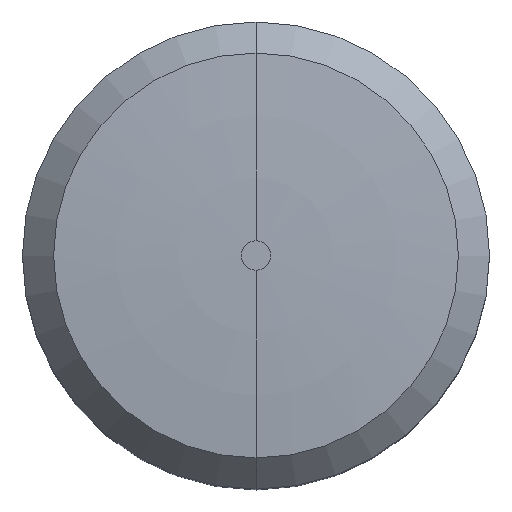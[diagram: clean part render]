
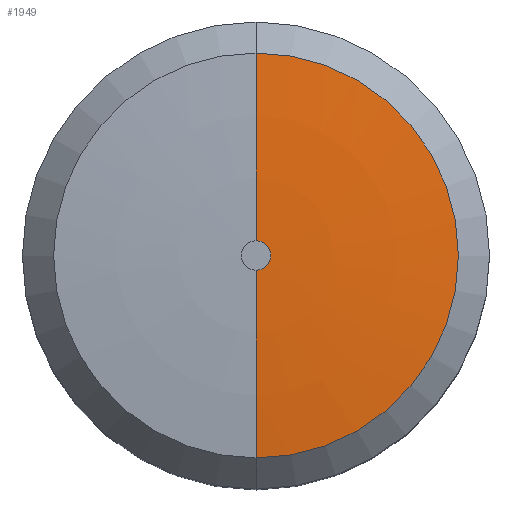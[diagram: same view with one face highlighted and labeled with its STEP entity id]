
A CAD part, top view. The second image highlights one B-rep face of the part: STEP entity #1949.
In plain terms, the highlighted toroidal (fillet/blend) face has major radius 0.048 mm and minor radius 6.064 mm.
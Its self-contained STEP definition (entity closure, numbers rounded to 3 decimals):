
#306 = EDGE_CURVE ( 'NONE', #5521, #4646, #3291, .T. ) ;
#613 = DIRECTION ( 'NONE',  ( 0., -1., 0. ) ) ;
#619 = DIRECTION ( 'NONE',  ( 0., 0., 1. ) ) ;
#643 = CARTESIAN_POINT ( 'NONE',  ( 0., 0., 2.335 ) ) ;
#827 = FACE_OUTER_BOUND ( 'NONE', #5910, .T. ) ;
#902 = ORIENTED_EDGE ( 'NONE', *, *, #7024, .T. ) ;
#999 = ORIENTED_EDGE ( 'NONE', *, *, #4229, .F. ) ;
#1017 = CIRCLE ( 'NONE', #8152, 0.048 ) ;
#1577 = DIRECTION ( 'NONE',  ( 0., -1., 0. ) ) ;
#1581 = DIRECTION ( 'NONE',  ( 0., 0., 1. ) ) ;
#1607 = CARTESIAN_POINT ( 'NONE',  ( 0., 0., 8.37 ) ) ;
#1949 = ADVANCED_FACE ( 'Defeature ausgef�hrt1_9', ( #827 ), #4522, .T. ) ;
#2120 = CARTESIAN_POINT ( 'NONE',  ( 0., 0.048, 2.335 ) ) ;
#2124 = DIRECTION ( 'NONE',  ( 1., 0., 0. ) ) ;
#2126 = DIRECTION ( 'NONE',  ( 0., 1., 0. ) ) ;
#2199 = CARTESIAN_POINT ( 'NONE',  ( 0., 0.048, 8.4 ) ) ;
#2878 = AXIS2_PLACEMENT_3D ( 'NONE', #643, #619, #613 ) ;
#3054 = CIRCLE ( 'NONE', #6439, 6.065 ) ;
#3149 = CIRCLE ( 'NONE', #3153, 0.65 ) ;
#3153 = AXIS2_PLACEMENT_3D ( 'NONE', #1607, #1581, #1577 ) ;
#3291 = CIRCLE ( 'NONE', #8526, 6.065 ) ;
#3936 = VERTEX_POINT ( 'NONE', #6591 ) ;
#3987 = EDGE_CURVE ( 'Defeature ausgef�hrt1_8+Defeature ausgef�hrt1_9+Defeature ausgef�hrt1_9+Defeature ausgef�hrt1_9', #3936, #4646, #1017, .T. ) ;
#4229 = EDGE_CURVE ( 'NONE', #8026, #3936, #3054, .T. ) ;
#4522 = TOROIDAL_SURFACE ( 'NONE', #2878, 0.048, 6.065 ) ;
#4646 = VERTEX_POINT ( 'NONE', #2199 ) ;
#5314 = DIRECTION ( 'NONE',  ( 0., 0., 1. ) ) ;
#5316 = DIRECTION ( 'NONE',  ( -1., 0., 0. ) ) ;
#5329 = ORIENTED_EDGE ( 'NONE', *, *, #3987, .F. ) ;
#5338 = CARTESIAN_POINT ( 'NONE',  ( 0., -0.048, 2.335 ) ) ;
#5521 = VERTEX_POINT ( 'NONE', #7709 ) ;
#5760 = ORIENTED_EDGE ( 'NONE', *, *, #306, .T. ) ;
#5910 = EDGE_LOOP ( 'NONE', ( #902, #5760, #5329, #999 ) ) ;
#6205 = CARTESIAN_POINT ( 'NONE',  ( 0., -0.65, 8.37 ) ) ;
#6439 = AXIS2_PLACEMENT_3D ( 'NONE', #5338, #5316, #5314 ) ;
#6500 = DIRECTION ( 'NONE',  ( 0., -1., 0. ) ) ;
#6510 = DIRECTION ( 'NONE',  ( 0., 0., 1. ) ) ;
#6511 = CARTESIAN_POINT ( 'NONE',  ( 0., 0., 8.4 ) ) ;
#6591 = CARTESIAN_POINT ( 'NONE',  ( 0., -0.048, 8.4 ) ) ;
#7024 = EDGE_CURVE ( 'Defeature ausgef�hrt1_9+Defeature ausgef�hrt1_10+Defeature ausgef�hrt1_10+Defeature ausgef�hrt1_10', #8026, #5521, #3149, .T. ) ;
#7709 = CARTESIAN_POINT ( 'NONE',  ( 0., 0.65, 8.37 ) ) ;
#8026 = VERTEX_POINT ( 'NONE', #6205 ) ;
#8152 = AXIS2_PLACEMENT_3D ( 'NONE', #6511, #6510, #6500 ) ;
#8526 = AXIS2_PLACEMENT_3D ( 'NONE', #2120, #2124, #2126 ) ;
